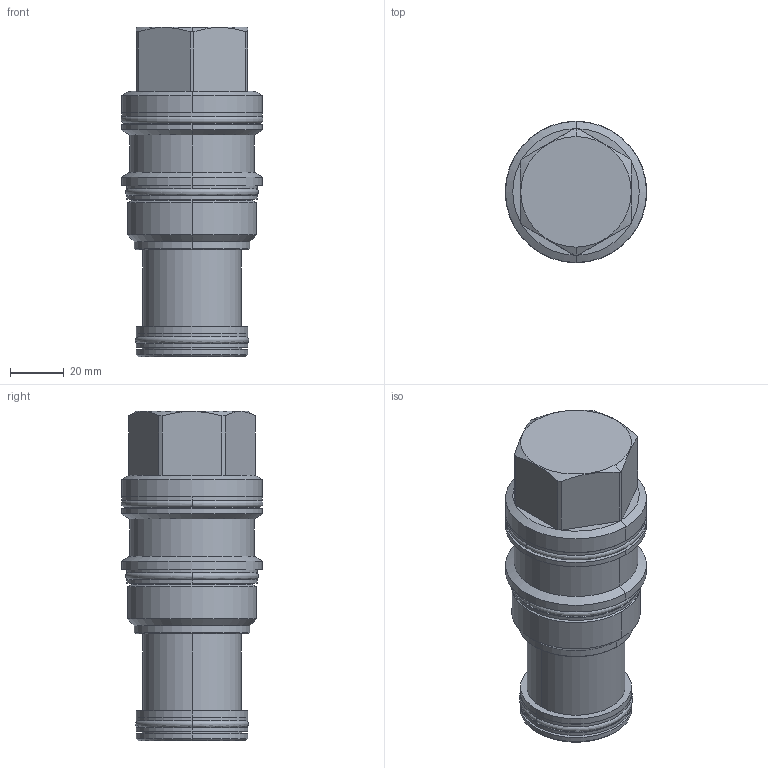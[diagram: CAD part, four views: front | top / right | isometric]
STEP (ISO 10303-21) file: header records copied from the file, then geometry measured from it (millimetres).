
FILE_DESCRIPTION((''),'2;1');
FILE_NAME('CXJC-XCN_PRT','2009-03-17T',('Administrator'),(''),'PRO/ENGINEER BY PARAMETRIC TECHNOLOGY CORPORATION, 2006240','PRO/ENGINEER BY PARAMETRIC TECHNOLOGY CORPORATION, 2006240','');
FILE_SCHEMA(('CONFIG_CONTROL_DESIGN'));
Length unit declared in the file: inch
Products named in the file (1): CXJC-XCN_PRT
Bounding box: 52.53 x 52.5 x 122.2 mm (x, y, z)
Volume: 187187 mm3; surface area: 27858.9 mm2
Topology: 3 solids, 3 shells, 116 faces, 248 edges, 148 vertices
Faces by surface type: cylinder 46, plane 28, torus 16, cone 16, revolution 10
Entity records: 3714 total; most frequent: CARTESIAN_POINT 1084, DIRECTION 596, ORIENTED_EDGE 496, AXIS2_PLACEMENT_3D 256, EDGE_CURVE 248, CIRCLE 150, VERTEX_POINT 148, EDGE_LOOP 130
